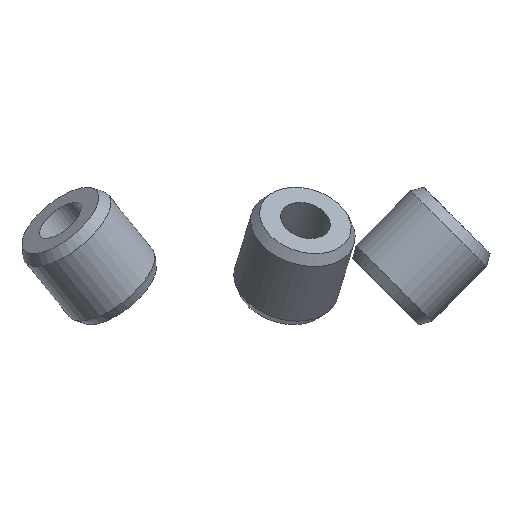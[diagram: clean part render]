
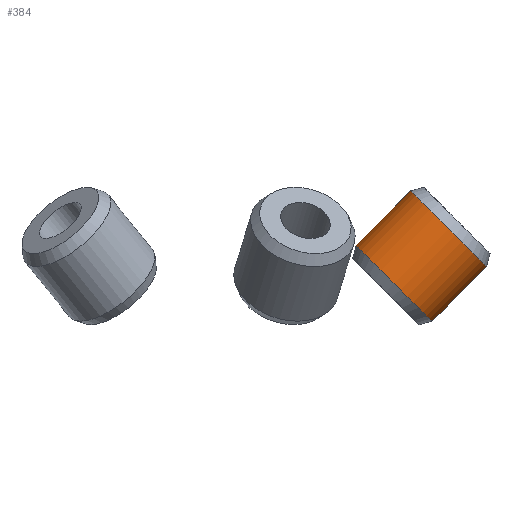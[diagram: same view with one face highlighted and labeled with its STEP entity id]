
A CAD part, front view. The second image highlights one B-rep face of the part: STEP entity #384.
In plain terms, the highlighted cylindrical face has radius 4 mm (diameter 8 mm), a full revolution.
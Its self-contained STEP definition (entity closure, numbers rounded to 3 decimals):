
#43=CYLINDRICAL_SURFACE('',#443,4.);
#54=FACE_OUTER_BOUND('',#84,.T.);
#84=EDGE_LOOP('',(#277,#278,#279,#280));
#124=LINE('',#652,#144);
#144=VECTOR('',#513,4.);
#163=CIRCLE('',#441,4.);
#165=CIRCLE('',#444,4.);
#193=VERTEX_POINT('',#644);
#195=VERTEX_POINT('',#650);
#223=EDGE_CURVE('',#193,#193,#163,.T.);
#226=EDGE_CURVE('',#195,#195,#165,.T.);
#227=EDGE_CURVE('',#195,#193,#124,.T.);
#277=ORIENTED_EDGE('',*,*,#226,.F.);
#278=ORIENTED_EDGE('',*,*,#227,.T.);
#279=ORIENTED_EDGE('',*,*,#223,.T.);
#280=ORIENTED_EDGE('',*,*,#227,.F.);
#384=ADVANCED_FACE('',(#54),#43,.T.);
#441=AXIS2_PLACEMENT_3D('',#645,#504,#505);
#443=AXIS2_PLACEMENT_3D('',#649,#509,#510);
#444=AXIS2_PLACEMENT_3D('',#651,#511,#512);
#504=DIRECTION('center_axis',(0.707,0.,0.707));
#505=DIRECTION('ref_axis',(0.707,0.,-0.707));
#509=DIRECTION('center_axis',(0.707,0.,0.707));
#510=DIRECTION('ref_axis',(0.707,0.,-0.707));
#511=DIRECTION('center_axis',(0.707,0.,0.707));
#512=DIRECTION('ref_axis',(0.707,0.,-0.707));
#513=DIRECTION('',(-0.707,0.,-0.707));
#644=CARTESIAN_POINT('',(8.85,0.,0.789));
#645=CARTESIAN_POINT('Origin',(11.678,0.,-2.039));
#649=CARTESIAN_POINT('Origin',(13.718,0.,0.));
#650=CARTESIAN_POINT('',(12.928,0.,4.868));
#651=CARTESIAN_POINT('Origin',(15.757,0.,2.039));
#652=CARTESIAN_POINT('',(10.889,0.,2.828));
